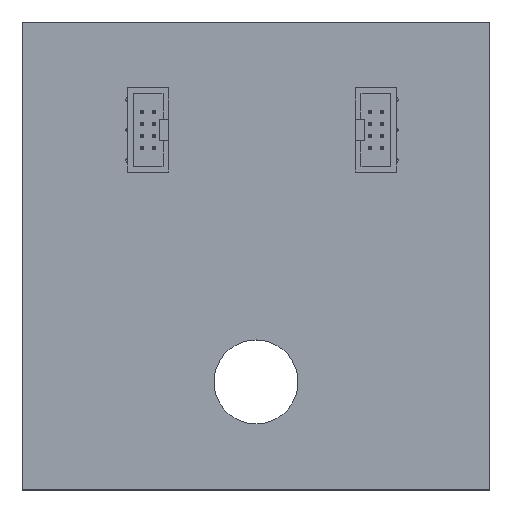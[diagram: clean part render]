
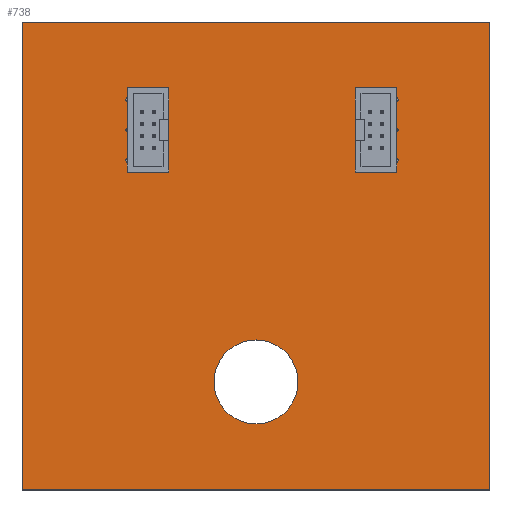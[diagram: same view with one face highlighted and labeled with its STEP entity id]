
A CAD part, top view. The second image highlights one B-rep face of the part: STEP entity #738.
In plain terms, the highlighted planar face has unit normal (0, 0, 1).
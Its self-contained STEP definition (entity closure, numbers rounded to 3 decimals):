
#58 = VERTEX_POINT('',#59);
#59 = CARTESIAN_POINT('',(101.6,-149.86,0.));
#76 = VERTEX_POINT('',#77);
#77 = CARTESIAN_POINT('',(101.6,-50.8,0.));
#83 = EDGE_CURVE('',#58,#76,#84,.T.);
#84 = LINE('',#85,#86);
#85 = CARTESIAN_POINT('',(101.6,-149.86,0.));
#86 = VECTOR('',#87,1.);
#87 = DIRECTION('',(0.,1.,0.));
#98 = VERTEX_POINT('',#99);
#99 = CARTESIAN_POINT('',(200.66,-149.86,0.));
#114 = EDGE_CURVE('',#98,#58,#115,.T.);
#115 = LINE('',#116,#117);
#116 = CARTESIAN_POINT('',(200.66,-149.86,0.));
#117 = VECTOR('',#118,1.);
#118 = DIRECTION('',(-1.,0.,0.));
#138 = VERTEX_POINT('',#139);
#139 = CARTESIAN_POINT('',(200.66,-50.8,0.));
#145 = EDGE_CURVE('',#76,#138,#146,.T.);
#146 = LINE('',#147,#148);
#147 = CARTESIAN_POINT('',(101.6,-50.8,0.));
#148 = VECTOR('',#149,1.);
#149 = DIRECTION('',(1.,0.,0.));
#167 = EDGE_CURVE('',#138,#98,#168,.T.);
#168 = LINE('',#169,#170);
#169 = CARTESIAN_POINT('',(200.66,-50.8,0.));
#170 = VECTOR('',#171,1.);
#171 = DIRECTION('',(0.,-1.,0.));
#182 = VERTEX_POINT('',#183);
#183 = CARTESIAN_POINT('',(130.048,-74.93,0.));
#199 = EDGE_CURVE('',#182,#182,#200,.T.);
#200 = CIRCLE('',#201,0.508);
#201 = AXIS2_PLACEMENT_3D('',#202,#203,#204);
#202 = CARTESIAN_POINT('',(129.54,-74.93,0.));
#203 = DIRECTION('',(0.,0.,1.));
#204 = DIRECTION('',(1.,0.,-0.));
#215 = VERTEX_POINT('',#216);
#216 = CARTESIAN_POINT('',(130.048,-72.39,0.));
#232 = EDGE_CURVE('',#215,#215,#233,.T.);
#233 = CIRCLE('',#234,0.508);
#234 = AXIS2_PLACEMENT_3D('',#235,#236,#237);
#235 = CARTESIAN_POINT('',(129.54,-72.39,0.));
#236 = DIRECTION('',(0.,0.,1.));
#237 = DIRECTION('',(1.,0.,-0.));
#248 = VERTEX_POINT('',#249);
#249 = CARTESIAN_POINT('',(127.508,-72.39,0.));
#265 = EDGE_CURVE('',#248,#248,#266,.T.);
#266 = CIRCLE('',#267,0.508);
#267 = AXIS2_PLACEMENT_3D('',#268,#269,#270);
#268 = CARTESIAN_POINT('',(127.,-72.39,0.));
#269 = DIRECTION('',(0.,0.,1.));
#270 = DIRECTION('',(1.,0.,-0.));
#281 = VERTEX_POINT('',#282);
#282 = CARTESIAN_POINT('',(127.508,-74.93,0.));
#298 = EDGE_CURVE('',#281,#281,#299,.T.);
#299 = CIRCLE('',#300,0.508);
#300 = AXIS2_PLACEMENT_3D('',#301,#302,#303);
#301 = CARTESIAN_POINT('',(127.,-74.93,0.));
#302 = DIRECTION('',(0.,0.,1.));
#303 = DIRECTION('',(1.,0.,-0.));
#314 = VERTEX_POINT('',#315);
#315 = CARTESIAN_POINT('',(175.768,-72.39,0.));
#331 = EDGE_CURVE('',#314,#314,#332,.T.);
#332 = CIRCLE('',#333,0.508);
#333 = AXIS2_PLACEMENT_3D('',#334,#335,#336);
#334 = CARTESIAN_POINT('',(175.26,-72.39,0.));
#335 = DIRECTION('',(0.,0.,1.));
#336 = DIRECTION('',(1.,0.,-0.));
#347 = VERTEX_POINT('',#348);
#348 = CARTESIAN_POINT('',(175.768,-74.93,0.));
#364 = EDGE_CURVE('',#347,#347,#365,.T.);
#365 = CIRCLE('',#366,0.508);
#366 = AXIS2_PLACEMENT_3D('',#367,#368,#369);
#367 = CARTESIAN_POINT('',(175.26,-74.93,0.));
#368 = DIRECTION('',(0.,0.,1.));
#369 = DIRECTION('',(1.,0.,-0.));
#380 = VERTEX_POINT('',#381);
#381 = CARTESIAN_POINT('',(130.048,-77.47,0.));
#397 = EDGE_CURVE('',#380,#380,#398,.T.);
#398 = CIRCLE('',#399,0.508);
#399 = AXIS2_PLACEMENT_3D('',#400,#401,#402);
#400 = CARTESIAN_POINT('',(129.54,-77.47,0.));
#401 = DIRECTION('',(0.,0.,1.));
#402 = DIRECTION('',(1.,0.,-0.));
#413 = VERTEX_POINT('',#414);
#414 = CARTESIAN_POINT('',(175.768,-77.47,0.));
#430 = EDGE_CURVE('',#413,#413,#431,.T.);
#431 = CIRCLE('',#432,0.508);
#432 = AXIS2_PLACEMENT_3D('',#433,#434,#435);
#433 = CARTESIAN_POINT('',(175.26,-77.47,0.));
#434 = DIRECTION('',(0.,0.,1.));
#435 = DIRECTION('',(1.,0.,-0.));
#446 = VERTEX_POINT('',#447);
#447 = CARTESIAN_POINT('',(127.508,-77.47,0.));
#463 = EDGE_CURVE('',#446,#446,#464,.T.);
#464 = CIRCLE('',#465,0.508);
#465 = AXIS2_PLACEMENT_3D('',#466,#467,#468);
#466 = CARTESIAN_POINT('',(127.,-77.47,0.));
#467 = DIRECTION('',(0.,0.,1.));
#468 = DIRECTION('',(1.,0.,-0.));
#479 = VERTEX_POINT('',#480);
#480 = CARTESIAN_POINT('',(130.048,-69.85,0.));
#496 = EDGE_CURVE('',#479,#479,#497,.T.);
#497 = CIRCLE('',#498,0.508);
#498 = AXIS2_PLACEMENT_3D('',#499,#500,#501);
#499 = CARTESIAN_POINT('',(129.54,-69.85,0.));
#500 = DIRECTION('',(0.,0.,1.));
#501 = DIRECTION('',(1.,0.,-0.));
#512 = VERTEX_POINT('',#513);
#513 = CARTESIAN_POINT('',(175.768,-69.85,0.));
#529 = EDGE_CURVE('',#512,#512,#530,.T.);
#530 = CIRCLE('',#531,0.508);
#531 = AXIS2_PLACEMENT_3D('',#532,#533,#534);
#532 = CARTESIAN_POINT('',(175.26,-69.85,0.));
#533 = DIRECTION('',(0.,0.,1.));
#534 = DIRECTION('',(1.,0.,-0.));
#545 = VERTEX_POINT('',#546);
#546 = CARTESIAN_POINT('',(127.508,-69.85,0.));
#562 = EDGE_CURVE('',#545,#545,#563,.T.);
#563 = CIRCLE('',#564,0.508);
#564 = AXIS2_PLACEMENT_3D('',#565,#566,#567);
#565 = CARTESIAN_POINT('',(127.,-69.85,0.));
#566 = DIRECTION('',(0.,0.,1.));
#567 = DIRECTION('',(1.,0.,-0.));
#578 = VERTEX_POINT('',#579);
#579 = CARTESIAN_POINT('',(160.02,-127.,0.));
#595 = EDGE_CURVE('',#578,#578,#596,.T.);
#596 = CIRCLE('',#597,8.89);
#597 = AXIS2_PLACEMENT_3D('',#598,#599,#600);
#598 = CARTESIAN_POINT('',(151.13,-127.,0.));
#599 = DIRECTION('',(0.,0.,1.));
#600 = DIRECTION('',(1.,0.,0.));
#611 = VERTEX_POINT('',#612);
#612 = CARTESIAN_POINT('',(178.308,-69.85,0.));
#628 = EDGE_CURVE('',#611,#611,#629,.T.);
#629 = CIRCLE('',#630,0.508);
#630 = AXIS2_PLACEMENT_3D('',#631,#632,#633);
#631 = CARTESIAN_POINT('',(177.8,-69.85,0.));
#632 = DIRECTION('',(0.,0.,1.));
#633 = DIRECTION('',(1.,0.,-0.));
#644 = VERTEX_POINT('',#645);
#645 = CARTESIAN_POINT('',(178.308,-72.39,0.));
#661 = EDGE_CURVE('',#644,#644,#662,.T.);
#662 = CIRCLE('',#663,0.508);
#663 = AXIS2_PLACEMENT_3D('',#664,#665,#666);
#664 = CARTESIAN_POINT('',(177.8,-72.39,0.));
#665 = DIRECTION('',(0.,0.,1.));
#666 = DIRECTION('',(1.,0.,-0.));
#677 = VERTEX_POINT('',#678);
#678 = CARTESIAN_POINT('',(178.308,-77.47,0.));
#694 = EDGE_CURVE('',#677,#677,#695,.T.);
#695 = CIRCLE('',#696,0.508);
#696 = AXIS2_PLACEMENT_3D('',#697,#698,#699);
#697 = CARTESIAN_POINT('',(177.8,-77.47,0.));
#698 = DIRECTION('',(0.,0.,1.));
#699 = DIRECTION('',(1.,0.,-0.));
#710 = VERTEX_POINT('',#711);
#711 = CARTESIAN_POINT('',(178.308,-74.93,0.));
#727 = EDGE_CURVE('',#710,#710,#728,.T.);
#728 = CIRCLE('',#729,0.508);
#729 = AXIS2_PLACEMENT_3D('',#730,#731,#732);
#730 = CARTESIAN_POINT('',(177.8,-74.93,0.));
#731 = DIRECTION('',(0.,0.,1.));
#732 = DIRECTION('',(1.,0.,-0.));
#738 = ADVANCED_FACE('',(#739,#745,#748,#751,#754,#757,#760,#763,#766,
    #769,#772,#775,#778,#781,#784,#787,#790,#793),#796,.F.);
#739 = FACE_BOUND('',#740,.F.);
#740 = EDGE_LOOP('',(#741,#742,#743,#744));
#741 = ORIENTED_EDGE('',*,*,#83,.T.);
#742 = ORIENTED_EDGE('',*,*,#145,.T.);
#743 = ORIENTED_EDGE('',*,*,#167,.T.);
#744 = ORIENTED_EDGE('',*,*,#114,.T.);
#745 = FACE_BOUND('',#746,.F.);
#746 = EDGE_LOOP('',(#747));
#747 = ORIENTED_EDGE('',*,*,#199,.T.);
#748 = FACE_BOUND('',#749,.F.);
#749 = EDGE_LOOP('',(#750));
#750 = ORIENTED_EDGE('',*,*,#232,.T.);
#751 = FACE_BOUND('',#752,.F.);
#752 = EDGE_LOOP('',(#753));
#753 = ORIENTED_EDGE('',*,*,#265,.T.);
#754 = FACE_BOUND('',#755,.F.);
#755 = EDGE_LOOP('',(#756));
#756 = ORIENTED_EDGE('',*,*,#298,.T.);
#757 = FACE_BOUND('',#758,.F.);
#758 = EDGE_LOOP('',(#759));
#759 = ORIENTED_EDGE('',*,*,#331,.T.);
#760 = FACE_BOUND('',#761,.F.);
#761 = EDGE_LOOP('',(#762));
#762 = ORIENTED_EDGE('',*,*,#364,.T.);
#763 = FACE_BOUND('',#764,.F.);
#764 = EDGE_LOOP('',(#765));
#765 = ORIENTED_EDGE('',*,*,#397,.T.);
#766 = FACE_BOUND('',#767,.F.);
#767 = EDGE_LOOP('',(#768));
#768 = ORIENTED_EDGE('',*,*,#430,.T.);
#769 = FACE_BOUND('',#770,.F.);
#770 = EDGE_LOOP('',(#771));
#771 = ORIENTED_EDGE('',*,*,#463,.T.);
#772 = FACE_BOUND('',#773,.F.);
#773 = EDGE_LOOP('',(#774));
#774 = ORIENTED_EDGE('',*,*,#496,.T.);
#775 = FACE_BOUND('',#776,.F.);
#776 = EDGE_LOOP('',(#777));
#777 = ORIENTED_EDGE('',*,*,#529,.T.);
#778 = FACE_BOUND('',#779,.F.);
#779 = EDGE_LOOP('',(#780));
#780 = ORIENTED_EDGE('',*,*,#562,.T.);
#781 = FACE_BOUND('',#782,.F.);
#782 = EDGE_LOOP('',(#783));
#783 = ORIENTED_EDGE('',*,*,#595,.T.);
#784 = FACE_BOUND('',#785,.F.);
#785 = EDGE_LOOP('',(#786));
#786 = ORIENTED_EDGE('',*,*,#628,.T.);
#787 = FACE_BOUND('',#788,.F.);
#788 = EDGE_LOOP('',(#789));
#789 = ORIENTED_EDGE('',*,*,#661,.T.);
#790 = FACE_BOUND('',#791,.F.);
#791 = EDGE_LOOP('',(#792));
#792 = ORIENTED_EDGE('',*,*,#694,.T.);
#793 = FACE_BOUND('',#794,.F.);
#794 = EDGE_LOOP('',(#795));
#795 = ORIENTED_EDGE('',*,*,#727,.T.);
#796 = PLANE('',#797);
#797 = AXIS2_PLACEMENT_3D('',#798,#799,#800);
#798 = CARTESIAN_POINT('',(151.13,-100.33,0.));
#799 = DIRECTION('',(-0.,-0.,-1.));
#800 = DIRECTION('',(-1.,0.,0.));
